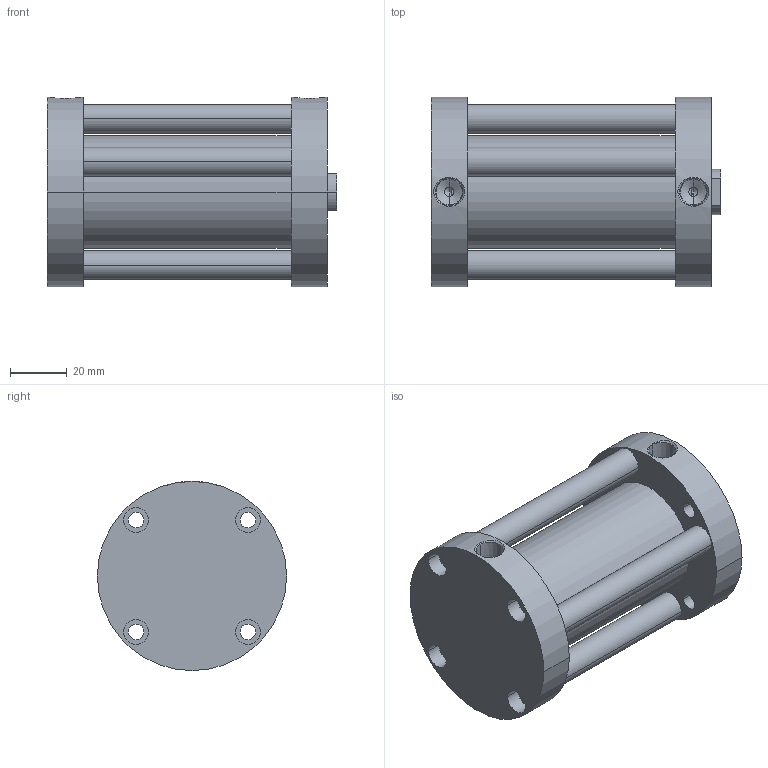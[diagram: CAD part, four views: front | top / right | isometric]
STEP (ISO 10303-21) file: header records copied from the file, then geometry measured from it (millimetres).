
FILE_DESCRIPTION (( 'STEP AP214' ), '1' );
FILE_NAME ('C24030D.STEP', '2015-02-18T13:30:24', ( '' ), ( '' ), 'SwSTEP 2.0', 'SolidWorks 2014', '' );
FILE_SCHEMA (( 'AUTOMOTIVE_DESIGN' ));
Length unit declared in the file: inch
Products named in the file (7): C24030D; C24030D-FO1_BM_r; C24030D-rod_part; C24030D-FO1_BM_rod; C24030D-FO1_BM_heads (2); C24030D-FO1_BM_tube; C24030D-FO1_BM_heads
Assembly tree (9 placements, depth 2):
  C24030D
    C24030D-FO1_BM_heads
    C24030D-FO1_BM_tube
    C24030D-FO1_BM_heads (2)
    C24030D-FO1_BM_rod
    C24030D-rod_part
    C24030D-FO1_BM_r  x4
Bounding box: 101.85 x 66.55 x 66.55 mm (x, y, z)
Volume: 125059.5 mm3; surface area: 63979.3 mm2
Topology: 9 solids, 9 shells, 165 faces, 354 edges, 228 vertices
Faces by surface type: cylinder 98, plane 49, cone 18
Entity records: 4454 total; most frequent: CARTESIAN_POINT 847, DIRECTION 760, ORIENTED_EDGE 592, AXIS2_PLACEMENT_3D 325, EDGE_CURVE 296, VERTEX_POINT 192, EDGE_LOOP 180, CIRCLE 178
